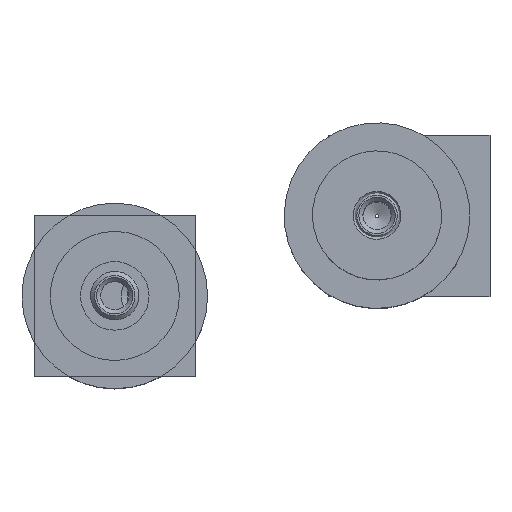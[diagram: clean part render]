
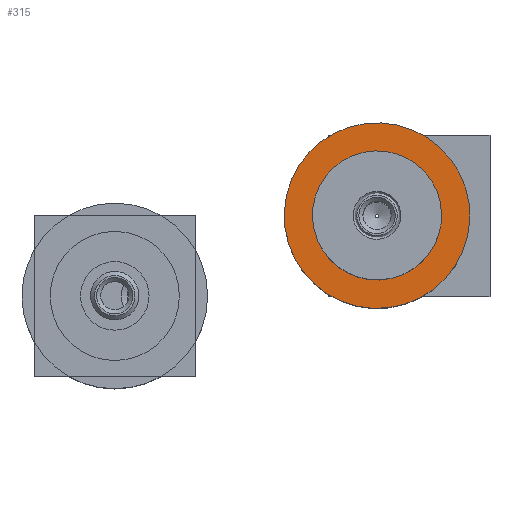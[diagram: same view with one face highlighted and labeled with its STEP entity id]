
A CAD part, top view. The second image highlights one B-rep face of the part: STEP entity #315.
In plain terms, the highlighted planar face has unit normal (0, 0, 1).
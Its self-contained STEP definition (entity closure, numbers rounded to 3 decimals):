
#315 = ADVANCED_FACE( '', ( #562, #563 ), #564, .F. );
#562 = FACE_BOUND( '', #854, .T. );
#563 = FACE_OUTER_BOUND( '', #855, .T. );
#564 = PLANE( '', #856 );
#854 = EDGE_LOOP( '', ( #1275 ) );
#855 = EDGE_LOOP( '', ( #1276 ) );
#856 = AXIS2_PLACEMENT_3D( '', #1277, #1278, #1279 );
#1275 = ORIENTED_EDGE( '', *, *, #1506, .T. );
#1276 = ORIENTED_EDGE( '', *, *, #1510, .F. );
#1277 = CARTESIAN_POINT( '', ( 0., 0., 10. ) );
#1278 = DIRECTION( '', ( 0., 0., -1. ) );
#1279 = DIRECTION( '', ( -1., 0., 0. ) );
#1506 = EDGE_CURVE( '', #1697, #1697, #1698, .T. );
#1510 = EDGE_CURVE( '', #1705, #1705, #1706, .T. );
#1697 = VERTEX_POINT( '', #2064 );
#1698 = CIRCLE( '', #2065, 4.25 );
#1705 = VERTEX_POINT( '', #2072 );
#1706 = CIRCLE( '', #2073, 11.5 );
#2064 = CARTESIAN_POINT( '', ( 0., 4.25, 10. ) );
#2065 = AXIS2_PLACEMENT_3D( '', #2261, #2262, #2263 );
#2072 = CARTESIAN_POINT( '', ( 11.5, 0., 10. ) );
#2073 = AXIS2_PLACEMENT_3D( '', #2273, #2274, #2275 );
#2261 = CARTESIAN_POINT( '', ( 0., 0., 10. ) );
#2262 = DIRECTION( '', ( 0., 0., -1. ) );
#2263 = DIRECTION( '', ( 0., 1., 0. ) );
#2273 = CARTESIAN_POINT( '', ( 0., 0., 10. ) );
#2274 = DIRECTION( '', ( 0., 0., -1. ) );
#2275 = DIRECTION( '', ( 1., 0., 0. ) );
